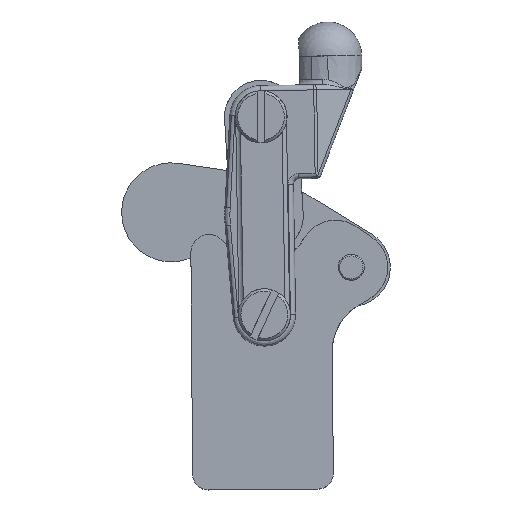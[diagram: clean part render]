
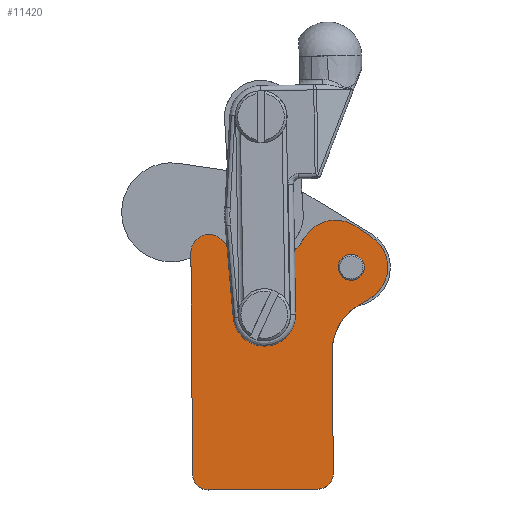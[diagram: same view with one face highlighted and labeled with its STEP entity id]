
A CAD part, top view. The second image highlights one B-rep face of the part: STEP entity #11420.
In plain terms, the highlighted planar face has unit normal (0, 0, 1).
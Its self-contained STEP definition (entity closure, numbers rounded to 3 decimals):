
#234=CARTESIAN_POINT('',(20.603,-18.287,1.37));
#235=VERTEX_POINT('',#234);
#252=CARTESIAN_POINT('',(15.604,-18.324,1.37));
#253=VERTEX_POINT('',#252);
#260=CARTESIAN_POINT('',(18.103,-18.305,1.37));
#261=DIRECTION('',(0.,0.,-1.));
#262=DIRECTION('',(1.,0.008,0.));
#263=AXIS2_PLACEMENT_3D('',#260,#261,#262);
#264=CIRCLE('',#263,2.5);
#265=EDGE_CURVE('',#235,#253,#264,.T.);
#7703=CARTESIAN_POINT('',(7.421,-27.332,1.37));
#7704=VERTEX_POINT('',#7703);
#7711=CARTESIAN_POINT('',(7.217,-15.067,1.37));
#7712=VERTEX_POINT('',#7711);
#7713=CARTESIAN_POINT('',(7.217,-15.067,1.37));
#7714=DIRECTION('',(0.017,-1.,0.));
#7715=VECTOR('',#7714,12.266);
#7716=LINE('',#7713,#7715);
#7717=EDGE_CURVE('',#7712,#7704,#7716,.T.);
#9979=CARTESIAN_POINT('',(-5.745,-14.237,1.37));
#9980=VERTEX_POINT('',#9979);
#10005=CARTESIAN_POINT('',(-4.555,-27.95,1.37));
#10006=VERTEX_POINT('',#10005);
#10013=CARTESIAN_POINT('',(1.422,-27.432,1.37));
#10014=DIRECTION('',(0.,0.,-1.));
#10015=DIRECTION('',(-1.,-0.017,0.));
#10016=AXIS2_PLACEMENT_3D('',#10013,#10014,#10015);
#10017=CIRCLE('',#10016,6.0);
#10018=EDGE_CURVE('',#7704,#10006,#10017,.T.);
#10997=CARTESIAN_POINT('',(-4.555,-27.95,1.37));
#10998=DIRECTION('',(-0.086,0.996,0.));
#10999=VECTOR('',#10998,13.765);
#11000=LINE('',#10997,#10999);
#11001=EDGE_CURVE('',#10006,#9980,#11000,.T.);
#11023=CARTESIAN_POINT('',(-12.668,-15.538,1.37));
#11024=VERTEX_POINT('',#11023);
#11025=CARTESIAN_POINT('',(-6.284,-13.53,1.37));
#11026=VERTEX_POINT('',#11025);
#11027=CARTESIAN_POINT('',(-9.168,-15.512,1.37));
#11028=DIRECTION('',(0.,0.,-1.));
#11029=DIRECTION('',(0.824,0.566,0.));
#11030=AXIS2_PLACEMENT_3D('',#11027,#11028,#11029);
#11031=CIRCLE('',#11030,3.5);
#11032=EDGE_CURVE('',#11024,#11026,#11031,.T.);
#11055=CARTESIAN_POINT('',(1.134,-8.434,1.37));
#11056=DIRECTION('',(0.,0.,1.));
#11057=DIRECTION('',(0.824,0.566,0.));
#11058=AXIS2_PLACEMENT_3D('',#11055,#11056,#11057);
#11059=CIRCLE('',#11058,9.0);
#11060=EDGE_CURVE('',#11026,#9980,#11059,.T.);
#11063=CARTESIAN_POINT('',(8.982,-12.839,1.37));
#11064=VERTEX_POINT('',#11063);
#11065=CARTESIAN_POINT('',(1.134,-8.434,1.37));
#11066=DIRECTION('',(0.,0.,1.));
#11067=DIRECTION('',(0.824,0.566,0.));
#11068=AXIS2_PLACEMENT_3D('',#11065,#11066,#11067);
#11069=CIRCLE('',#11068,9.0);
#11070=EDGE_CURVE('',#7712,#11064,#11069,.T.);
#11088=CARTESIAN_POINT('',(19.008,-10.467,1.37));
#11089=VERTEX_POINT('',#11088);
#11090=CARTESIAN_POINT('',(15.087,-16.265,1.37));
#11091=DIRECTION('',(0.,0.,-1.0));
#11092=DIRECTION('',(0.56,0.828,0.));
#11093=AXIS2_PLACEMENT_3D('',#11090,#11091,#11092);
#11094=CIRCLE('',#11093,7.);
#11095=EDGE_CURVE('',#11064,#11089,#11094,.T.);
#11113=CARTESIAN_POINT('',(22.025,-12.507,1.37));
#11114=VERTEX_POINT('',#11113);
#11115=CARTESIAN_POINT('',(19.008,-10.467,1.37));
#11116=DIRECTION('',(0.828,-0.56,0.));
#11117=VECTOR('',#11116,3.642);
#11118=LINE('',#11115,#11117);
#11119=EDGE_CURVE('',#11089,#11114,#11118,.T.);
#11137=CARTESIAN_POINT('',(21.649,-24.341,1.37));
#11138=VERTEX_POINT('',#11137);
#11139=CARTESIAN_POINT('',(18.103,-18.305,1.37));
#11140=DIRECTION('',(0.,0.,-1.));
#11141=DIRECTION('',(0.507,-0.862,0.));
#11142=AXIS2_PLACEMENT_3D('',#11139,#11140,#11141);
#11143=CIRCLE('',#11142,7.);
#11144=EDGE_CURVE('',#11114,#11138,#11143,.T.);
#11162=CARTESIAN_POINT('',(19.409,-25.657,1.37));
#11163=VERTEX_POINT('',#11162);
#11164=CARTESIAN_POINT('',(21.649,-24.341,1.37));
#11165=DIRECTION('',(-0.862,-0.507,0.));
#11166=VECTOR('',#11165,2.598);
#11167=LINE('',#11164,#11166);
#11168=EDGE_CURVE('',#11138,#11163,#11167,.T.);
#11186=CARTESIAN_POINT('',(14.475,-34.355,1.37));
#11187=VERTEX_POINT('',#11186);
#11188=CARTESIAN_POINT('',(24.475,-34.279,1.37));
#11189=DIRECTION('',(0.,0.,1.));
#11190=DIRECTION('',(0.507,-0.862,0.));
#11191=AXIS2_PLACEMENT_3D('',#11188,#11189,#11190);
#11192=CIRCLE('',#11191,10.0);
#11193=EDGE_CURVE('',#11163,#11187,#11192,.T.);
#11220=CARTESIAN_POINT('',(14.653,-57.833,1.37));
#11221=VERTEX_POINT('',#11220);
#11222=CARTESIAN_POINT('',(14.475,-34.355,1.37));
#11223=DIRECTION('',(0.008,-1.,0.0));
#11224=VECTOR('',#11223,23.479);
#11225=LINE('',#11222,#11224);
#11226=EDGE_CURVE('',#11187,#11221,#11225,.T.);
#11251=CARTESIAN_POINT('',(11.676,-60.855,1.37));
#11252=VERTEX_POINT('',#11251);
#11253=CARTESIAN_POINT('',(11.653,-57.855,1.37));
#11254=DIRECTION('',(0.,0.,-1.0));
#11255=DIRECTION('',(0.008,-1.,0.));
#11256=AXIS2_PLACEMENT_3D('',#11253,#11254,#11255);
#11257=CIRCLE('',#11256,3.);
#11258=EDGE_CURVE('',#11221,#11252,#11257,.T.);
#11284=CARTESIAN_POINT('',(-9.324,-61.014,1.37));
#11285=VERTEX_POINT('',#11284);
#11286=CARTESIAN_POINT('',(11.676,-60.855,1.37));
#11287=DIRECTION('',(-1.,-0.008,0.));
#11288=VECTOR('',#11287,21.);
#11289=LINE('',#11286,#11288);
#11290=EDGE_CURVE('',#11252,#11285,#11289,.T.);
#11315=CARTESIAN_POINT('',(-12.346,-58.037,1.37));
#11316=VERTEX_POINT('',#11315);
#11317=CARTESIAN_POINT('',(-9.347,-58.015,1.37));
#11318=DIRECTION('',(0.,0.,-1.0));
#11319=DIRECTION('',(-1.,-0.008,0.));
#11320=AXIS2_PLACEMENT_3D('',#11317,#11318,#11319);
#11321=CIRCLE('',#11320,3.);
#11322=EDGE_CURVE('',#11285,#11316,#11321,.T.);
#11348=CARTESIAN_POINT('',(-12.346,-58.037,1.37));
#11349=DIRECTION('',(-0.008,1.,0.0));
#11350=VECTOR('',#11349,42.5);
#11351=LINE('',#11348,#11350);
#11352=EDGE_CURVE('',#11316,#11024,#11351,.T.);
#11387=CARTESIAN_POINT('',(3.473,-34.283,1.37));
#11388=DIRECTION('',(0.0,0.0,1.0));
#11389=DIRECTION('',(1.,0.008,0.0));
#11390=AXIS2_PLACEMENT_3D('',#11387,#11388,#11389);
#11391=PLANE('',#11390);
#11392=ORIENTED_EDGE('',*,*,#11001,.T.);
#11393=ORIENTED_EDGE('',*,*,#11060,.F.);
#11394=ORIENTED_EDGE('',*,*,#11032,.F.);
#11395=ORIENTED_EDGE('',*,*,#11352,.F.);
#11396=ORIENTED_EDGE('',*,*,#11322,.F.);
#11397=ORIENTED_EDGE('',*,*,#11290,.F.);
#11398=ORIENTED_EDGE('',*,*,#11258,.F.);
#11399=ORIENTED_EDGE('',*,*,#11226,.F.);
#11400=ORIENTED_EDGE('',*,*,#11193,.F.);
#11401=ORIENTED_EDGE('',*,*,#11168,.F.);
#11402=ORIENTED_EDGE('',*,*,#11144,.F.);
#11403=ORIENTED_EDGE('',*,*,#11119,.F.);
#11404=ORIENTED_EDGE('',*,*,#11095,.F.);
#11405=ORIENTED_EDGE('',*,*,#11070,.F.);
#11406=ORIENTED_EDGE('',*,*,#7717,.T.);
#11407=ORIENTED_EDGE('',*,*,#10018,.T.);
#11408=EDGE_LOOP('',(#11392,#11393,#11394,#11395,#11396,#11397,#11398,#11399,#11400,#11401,#11402,#11403,#11404,#11405,#11406,#11407));
#11409=FACE_OUTER_BOUND('',#11408,.T.);
#11410=ORIENTED_EDGE('',*,*,#265,.T.);
#11411=CARTESIAN_POINT('',(18.103,-18.305,1.37));
#11412=DIRECTION('',(0.,0.,-1.));
#11413=DIRECTION('',(1.,0.008,0.));
#11414=AXIS2_PLACEMENT_3D('',#11411,#11412,#11413);
#11415=CIRCLE('',#11414,2.5);
#11416=EDGE_CURVE('',#253,#235,#11415,.T.);
#11417=ORIENTED_EDGE('',*,*,#11416,.T.);
#11418=EDGE_LOOP('',(#11410,#11417));
#11419=FACE_BOUND('',#11418,.T.);
#11420=ADVANCED_FACE('',(#11409,#11419),#11391,.T.);
